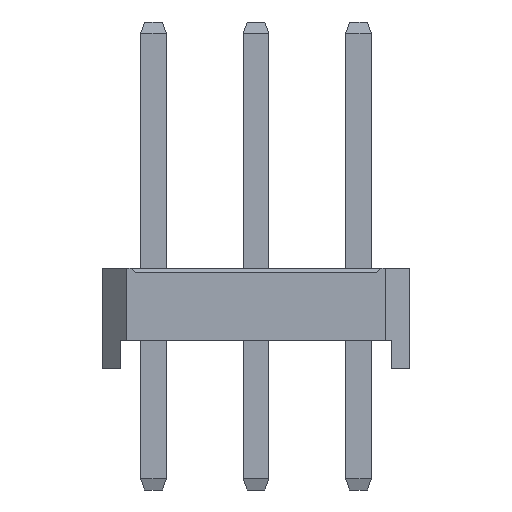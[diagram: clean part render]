
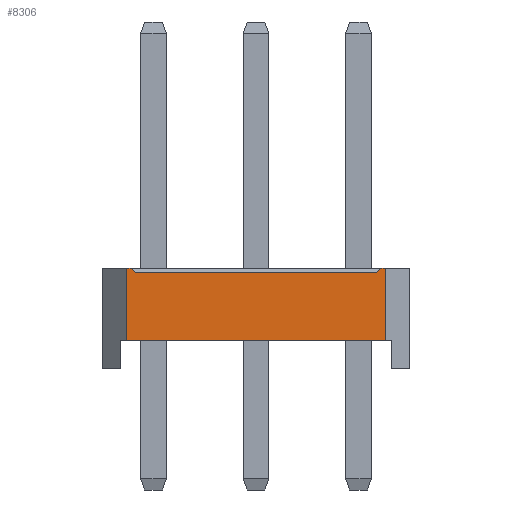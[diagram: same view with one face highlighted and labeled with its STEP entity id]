
A CAD part, left-side view. The second image highlights one B-rep face of the part: STEP entity #8306.
In plain terms, the highlighted planar face has unit normal (-1, 0, 0).
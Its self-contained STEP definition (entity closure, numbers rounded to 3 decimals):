
#8306=ADVANCED_FACE('',(#31298),#31300,.T.);
#31298=FACE_BOUND('',#31299,.T.);
#31299=EDGE_LOOP('',(#48997,#48998,#48999,#49000,#49001,#49002,#49003,#49004));
#31300=PLANE('',#31301);
#31301=AXIS2_PLACEMENT_3D('',#31302,#31303,#31304);
#31302=CARTESIAN_POINT('',(-1.27,5.75,0.));
#31303=DIRECTION('',(-1.,0.,0.));
#31304=DIRECTION('',(0.,-1.,0.));
#48997=ORIENTED_EDGE('',*,*,#59838,.F.);
#48998=ORIENTED_EDGE('',*,*,#59839,.T.);
#48999=ORIENTED_EDGE('',*,*,#59840,.F.);
#49000=ORIENTED_EDGE('',*,*,#57260,.F.);
#49001=ORIENTED_EDGE('',*,*,#59841,.F.);
#49002=ORIENTED_EDGE('',*,*,#56440,.T.);
#49003=ORIENTED_EDGE('',*,*,#59837,.T.);
#49004=ORIENTED_EDGE('',*,*,#57264,.F.);
#56440=EDGE_CURVE('',#62780,#62778,#62781,.T.);
#57260=EDGE_CURVE('',#64418,#64420,#64421,.T.);
#57264=EDGE_CURVE('',#64426,#64428,#64429,.T.);
#59837=EDGE_CURVE('',#62778,#64428,#68657,.T.);
#59838=EDGE_CURVE('',#68658,#64426,#68659,.F.);
#59839=EDGE_CURVE('',#68658,#68660,#68661,.T.);
#59840=EDGE_CURVE('',#64420,#68660,#68662,.F.);
#59841=EDGE_CURVE('',#62780,#64418,#68663,.T.);
#62778=VERTEX_POINT('',#73030);
#62780=VERTEX_POINT('',#73034);
#62781=LINE('',#73035,#73036);
#64418=VERTEX_POINT('',#76310);
#64420=VERTEX_POINT('',#76314);
#64421=LINE('',#76315,#76316);
#64426=VERTEX_POINT('',#76326);
#64428=VERTEX_POINT('',#76330);
#64429=LINE('',#76331,#76332);
#68657=LINE('',#85705,#85706);
#68658=VERTEX_POINT('',#85708);
#68659=LINE('',#85709,#85710);
#68660=VERTEX_POINT('',#85712);
#68661=LINE('',#85713,#85714);
#68662=LINE('',#85716,#85717);
#68663=LINE('',#85719,#85720);
#73030=CARTESIAN_POINT('',(-1.27,-0.67,0.7));
#73034=CARTESIAN_POINT('',(-1.27,5.75,0.7));
#73035=CARTESIAN_POINT('',(-1.27,5.75,0.7));
#73036=VECTOR('',#73037,1.);
#73037=DIRECTION('',(0.,-1.,0.));
#76310=CARTESIAN_POINT('',(-1.27,5.75,2.5));
#76314=CARTESIAN_POINT('',(-1.27,5.63,2.5));
#76315=CARTESIAN_POINT('',(-1.27,5.75,2.5));
#76316=VECTOR('',#76317,1.);
#76317=DIRECTION('',(0.,-1.,0.));
#76326=CARTESIAN_POINT('',(-1.27,-0.55,2.5));
#76330=CARTESIAN_POINT('',(-1.27,-0.67,2.5));
#76331=CARTESIAN_POINT('',(-1.27,-0.55,2.5));
#76332=VECTOR('',#76333,1.);
#76333=DIRECTION('',(0.,-1.,0.));
#85705=CARTESIAN_POINT('',(-1.27,-0.67,0.7));
#85706=VECTOR('',#85707,1.);
#85707=DIRECTION('',(0.,0.,1.));
#85708=CARTESIAN_POINT('',(-1.27,-0.45,2.4));
#85709=CARTESIAN_POINT('',(-1.27,-0.55,2.5));
#85710=VECTOR('',#85711,1.);
#85711=DIRECTION('',(0.,0.707,-0.707));
#85712=CARTESIAN_POINT('',(-1.27,5.53,2.4));
#85713=CARTESIAN_POINT('',(-1.27,-0.45,2.4));
#85714=VECTOR('',#85715,1.);
#85715=DIRECTION('',(0.,1.,0.));
#85716=CARTESIAN_POINT('',(-1.27,5.53,2.4));
#85717=VECTOR('',#85718,1.);
#85718=DIRECTION('',(0.,0.707,0.707));
#85719=CARTESIAN_POINT('',(-1.27,5.75,0.7));
#85720=VECTOR('',#85721,1.);
#85721=DIRECTION('',(0.,0.,1.));
